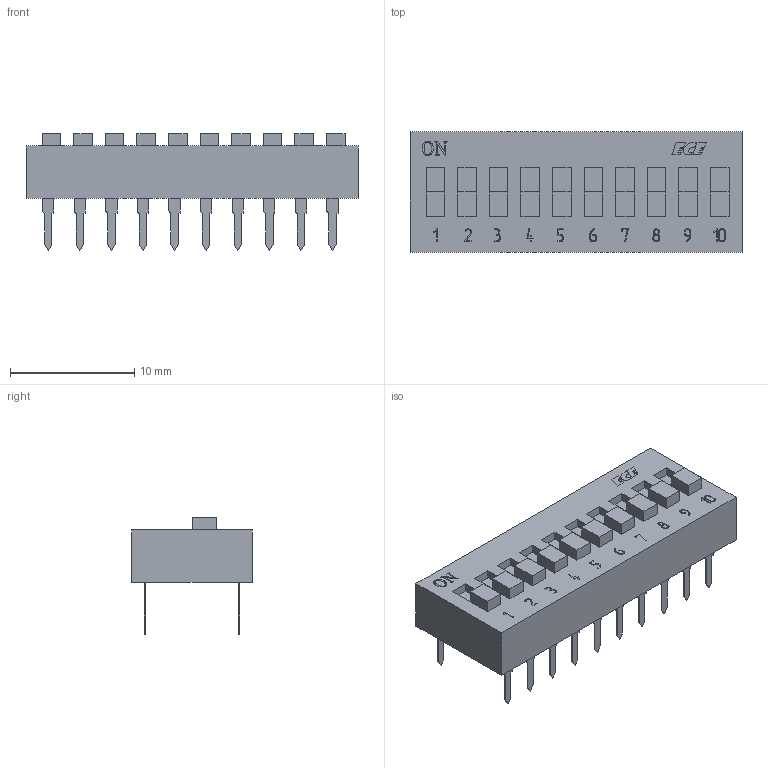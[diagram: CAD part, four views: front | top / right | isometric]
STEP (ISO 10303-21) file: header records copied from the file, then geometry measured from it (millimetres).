
FILE_DESCRIPTION(('STEP AP214'), '1');
FILE_NAME('栖闉罻', '2015-07-14T18:47:11', ('UNSPECIFIED'), ('UNSPECIFIED'), 'ASCON STEP Converter 1.3', 'ASCON Math Kernel', '');
FILE_SCHEMA(('AUTOMOTIVE_DESIGN { 1 0 10303 214 3 1 1}'));
Length unit declared in the file: millimetre
Assembly tree (1 placements, depth 2):
  (unnamed)
    (unnamed)
Bounding box: 26.7 x 9.7 x 9.4 mm (x, y, z)
Volume: 1102.2 mm3; surface area: 1095.4 mm2
Topology: 3 solids, 3 shells, 1493 faces, 4280 edges, 2844 vertices
Faces by surface type: plane 1195, cylinder 233, extrusion 65
Entity records: 60376 total; most frequent: CARTESIAN_POINT 9019, ORIENTED_EDGE 8560, DIRECTION 7541, EDGE_CURVE 4280, VECTOR 3749, LINE 3684, VERTEX_POINT 2854, AXIS2_PLACEMENT_3D 1896
